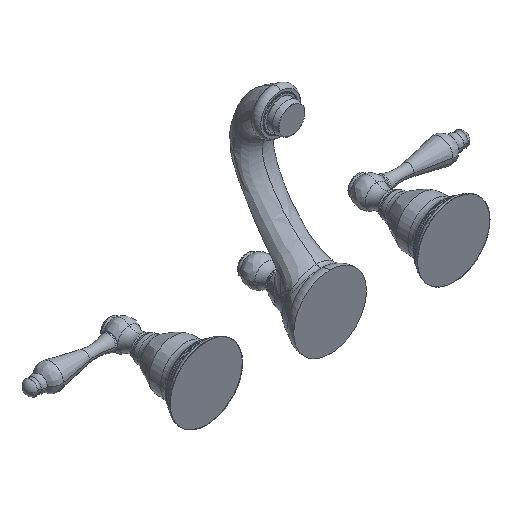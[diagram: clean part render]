
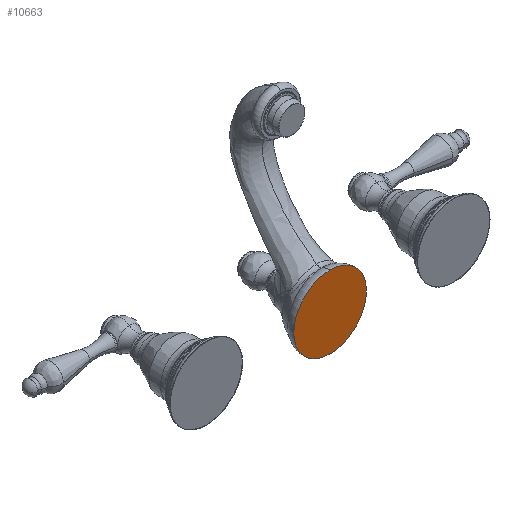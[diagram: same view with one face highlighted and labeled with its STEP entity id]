
A CAD part, isometric view. The second image highlights one B-rep face of the part: STEP entity #10663.
In plain terms, the highlighted planar face has unit normal (0, -1, 0).
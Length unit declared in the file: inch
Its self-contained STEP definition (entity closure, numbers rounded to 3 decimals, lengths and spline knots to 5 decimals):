
#4566=CARTESIAN_POINT('',(0.,0.,0.));
#4567=DIRECTION('',(0.,1.,0.));
#4568=DIRECTION('',(0.,0.,-1.));
#4569=AXIS2_PLACEMENT_3D('',#4566,#4567,#4568);
#4571=CARTESIAN_POINT('',(0.,0.,0.));
#4572=DIRECTION('',(0.,1.,0.));
#4573=DIRECTION('',(0.,0.,1.));
#4574=AXIS2_PLACEMENT_3D('',#4571,#4572,#4573);
#4833=CARTESIAN_POINT('',(0.,0.,-1.175));
#4834=CARTESIAN_POINT('',(0.,0.,1.175));
#4835=VERTEX_POINT('',#4833);
#4836=VERTEX_POINT('',#4834);
#10653=CARTESIAN_POINT('',(0.,0.,0.));
#10654=DIRECTION('',(0.,1.,0.));
#10655=DIRECTION('',(-1.,0.,0.));
#10656=AXIS2_PLACEMENT_3D('',#10653,#10654,#10655);
#10657=PLANE('',#10656);
#10658=ORIENTED_EDGE('',*,*,#10639,.T.);
#10660=ORIENTED_EDGE('',*,*,#10659,.T.);
#10661=EDGE_LOOP('',(#10658,#10660));
#10662=FACE_OUTER_BOUND('',#10661,.F.);
#10663=ADVANCED_FACE('',(#10662),#10657,.F.);
#4570=CIRCLE('',#4569,1.175);
#4575=CIRCLE('',#4574,1.175);
#10639=EDGE_CURVE('',#4835,#4836,#4570,.T.);
#10659=EDGE_CURVE('',#4836,#4835,#4575,.T.);
